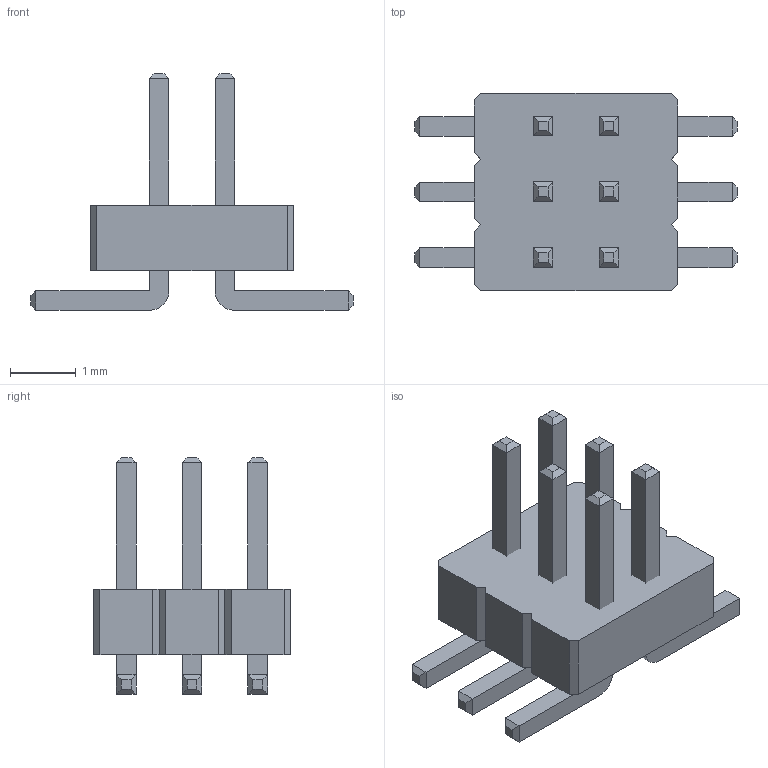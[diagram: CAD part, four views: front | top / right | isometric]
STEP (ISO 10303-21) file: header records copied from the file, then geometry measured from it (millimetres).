
FILE_DESCRIPTION(/* description */ ('model of PinHeader_2x03_P1.00mm_Vertical_SMD'),/* implementation_level */ '2;1');
FILE_NAME(/* name */ 'PinHeader_2x03_P1.00mm_Vertical_SMD.step',/* time_stamp */ '2018-01-24T12:24:15',/* author */ ('kicad StepUp','ksu'),/* organization */ ('FreeCAD'),/* preprocessor_version */ 'OCC',/* originating_system */ 'kicad StepUp',/* authorisation */ '');
FILE_SCHEMA(('AUTOMOTIVE_DESIGN { 1 0 10303 214 1 1 1 1 }'));
Length unit declared in the file: millimetre
Products named in the file (2): PinHeader_2x03_P100mm_Vertical_SMD; Shape0_458924839379
Bounding box: 4.9 x 3 x 3.6 mm (x, y, z)
Volume: 12.1 mm3; surface area: 69.5 mm2
Topology: 7 solids, 7 shells, 124 faces, 282 edges, 172 vertices
Faces by surface type: plane 118, cylinder 6
Entity records: 2266 total; most frequent: ORIENTED_EDGE 430, CARTESIAN_POINT 361, EDGE_CURVE 282, LINE 270, VERTEX_POINT 172, AXIS2_PLACEMENT_3D 134, ADVANCED_FACE 124, FACE_BOUND 124
